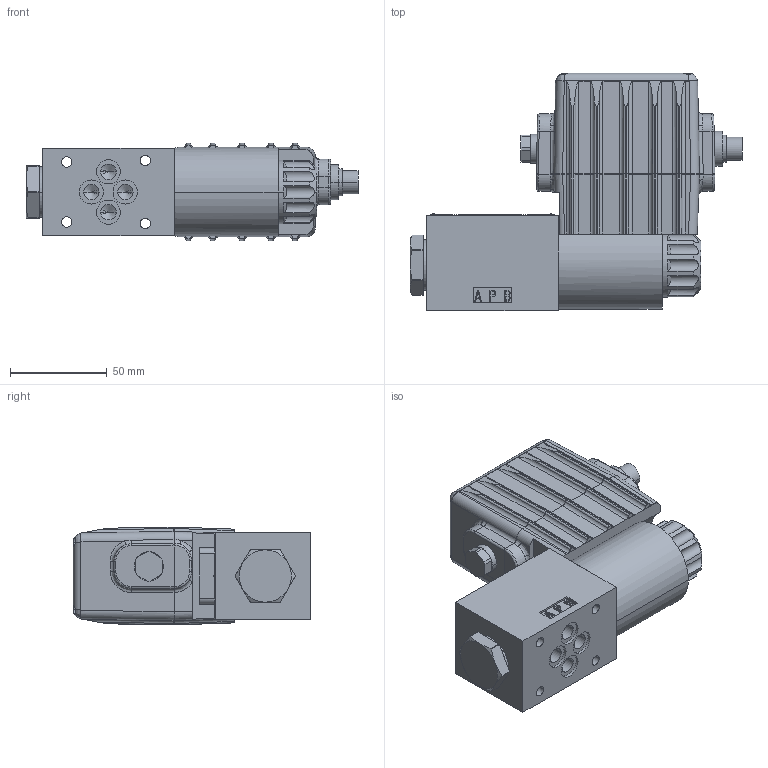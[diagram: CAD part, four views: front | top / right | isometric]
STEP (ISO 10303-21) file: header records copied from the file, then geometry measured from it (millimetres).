
FILE_DESCRIPTION((''),'2;1');
FILE_NAME('PRM2_062_EK_B','2011-03-14T',('tvatras'),(''),'PRO/ENGINEER BY PARAMETRIC TECHNOLOGY CORPORATION, 2010180','PRO/ENGINEER BY PARAMETRIC TECHNOLOGY CORPORATION, 2010180','');
FILE_SCHEMA(('CONFIG_CONTROL_DESIGN'));
Length unit declared in the file: millimetre
Products named in the file (1): PRM2_062_EK_B
Bounding box: 171.2 x 122.5 x 50.51 mm (x, y, z)
Volume: 529799.7 mm3; surface area: 63762 mm2
Topology: 1 solids, 2 shells, 760 faces, 1978 edges, 1246 vertices
Faces by surface type: plane 396, cylinder 243, bspline 77, cone 38, sphere 4, torus 2
Entity records: 26234 total; most frequent: CARTESIAN_POINT 8317, ORIENTED_EDGE 3910, DIRECTION 3402, EDGE_CURVE 1955, VECTOR 1244, LINE 1244, VERTEX_POINT 1244, AXIS2_PLACEMENT_3D 1079
